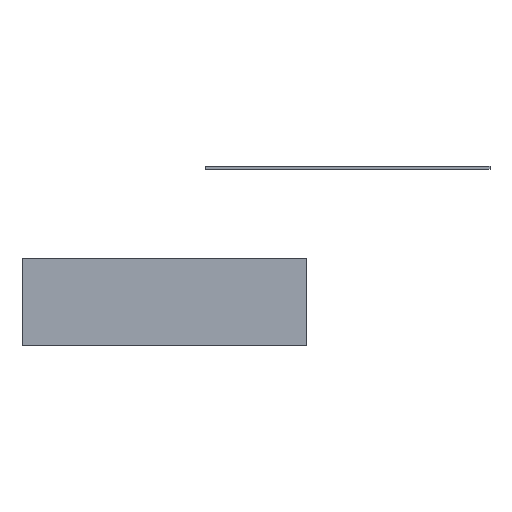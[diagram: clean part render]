
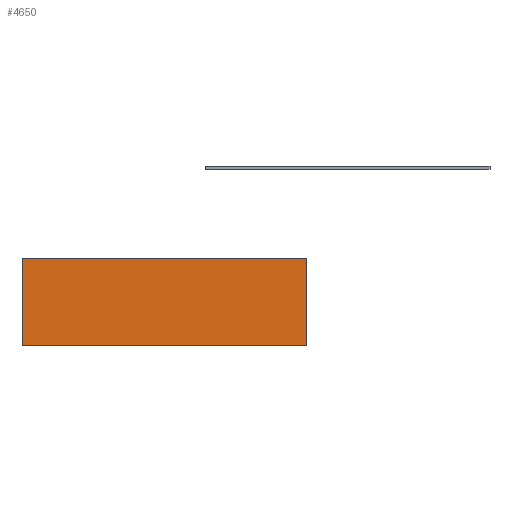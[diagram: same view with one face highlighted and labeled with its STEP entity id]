
A CAD part, front view. The second image highlights one B-rep face of the part: STEP entity #4650.
In plain terms, the highlighted planar face has unit normal (0, -1, 0).
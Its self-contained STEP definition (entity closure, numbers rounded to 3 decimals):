
#104 = VECTOR ( 'NONE', #1881, 1000. ) ;
#183 = CARTESIAN_POINT ( 'NONE',  ( 0., 0., 54. ) ) ;
#195 = VERTEX_POINT ( 'NONE', #4060 ) ;
#204 = CARTESIAN_POINT ( 'NONE',  ( 0., 0., 54. ) ) ;
#267 = VECTOR ( 'NONE', #422, 1000. ) ;
#422 = DIRECTION ( 'NONE',  ( 1., 0., 0. ) ) ;
#485 = ORIENTED_EDGE ( 'NONE', *, *, #3303, .T. ) ;
#772 = VERTEX_POINT ( 'NONE', #4062 ) ;
#879 = EDGE_LOOP ( 'NONE', ( #485, #4221, #4603, #884 ) ) ;
#884 = ORIENTED_EDGE ( 'NONE', *, *, #4278, .T. ) ;
#1215 = CARTESIAN_POINT ( 'NONE',  ( 0., 0., 54. ) ) ;
#1285 = VERTEX_POINT ( 'NONE', #1215 ) ;
#1313 = LINE ( 'NONE', #2625, #267 ) ;
#1480 = DIRECTION ( 'NONE',  ( 0., 0., -1. ) ) ;
#1881 = DIRECTION ( 'NONE',  ( 0., 0., -1. ) ) ;
#2238 = DIRECTION ( 'NONE',  ( 0., 1., 0. ) ) ;
#2292 = DIRECTION ( 'NONE',  ( 0., 0., 1. ) ) ;
#2321 = LINE ( 'NONE', #5288, #3834 ) ;
#2466 = DIRECTION ( 'NONE',  ( 1., 0., 0. ) ) ;
#2625 = CARTESIAN_POINT ( 'NONE',  ( 0., 0., 0. ) ) ;
#2849 = VERTEX_POINT ( 'NONE', #5482 ) ;
#3179 = PLANE ( 'NONE',  #4186 ) ;
#3207 = EDGE_CURVE ( 'NONE', #1285, #195, #3734, .T. ) ;
#3303 = EDGE_CURVE ( 'NONE', #772, #2849, #1313, .T. ) ;
#3599 = LINE ( 'NONE', #183, #104 ) ;
#3734 = LINE ( 'NONE', #4179, #3992 ) ;
#3834 = VECTOR ( 'NONE', #1480, 1000. ) ;
#3992 = VECTOR ( 'NONE', #2466, 1000. ) ;
#4060 = CARTESIAN_POINT ( 'NONE',  ( 175., 0., 54. ) ) ;
#4062 = CARTESIAN_POINT ( 'NONE',  ( 0., 0., 0. ) ) ;
#4179 = CARTESIAN_POINT ( 'NONE',  ( 0., 0., 54. ) ) ;
#4186 = AXIS2_PLACEMENT_3D ( 'NONE', #204, #2238, #2292 ) ;
#4221 = ORIENTED_EDGE ( 'NONE', *, *, #5197, .F. ) ;
#4278 = EDGE_CURVE ( 'NONE', #1285, #772, #3599, .T. ) ;
#4603 = ORIENTED_EDGE ( 'NONE', *, *, #3207, .F. ) ;
#4650 = ADVANCED_FACE ( 'NONE', ( #5289 ), #3179, .F. ) ;
#5197 = EDGE_CURVE ( 'NONE', #195, #2849, #2321, .T. ) ;
#5288 = CARTESIAN_POINT ( 'NONE',  ( 175., 0., 54. ) ) ;
#5289 = FACE_OUTER_BOUND ( 'NONE', #879, .T. ) ;
#5482 = CARTESIAN_POINT ( 'NONE',  ( 175., 0., 0. ) ) ;
